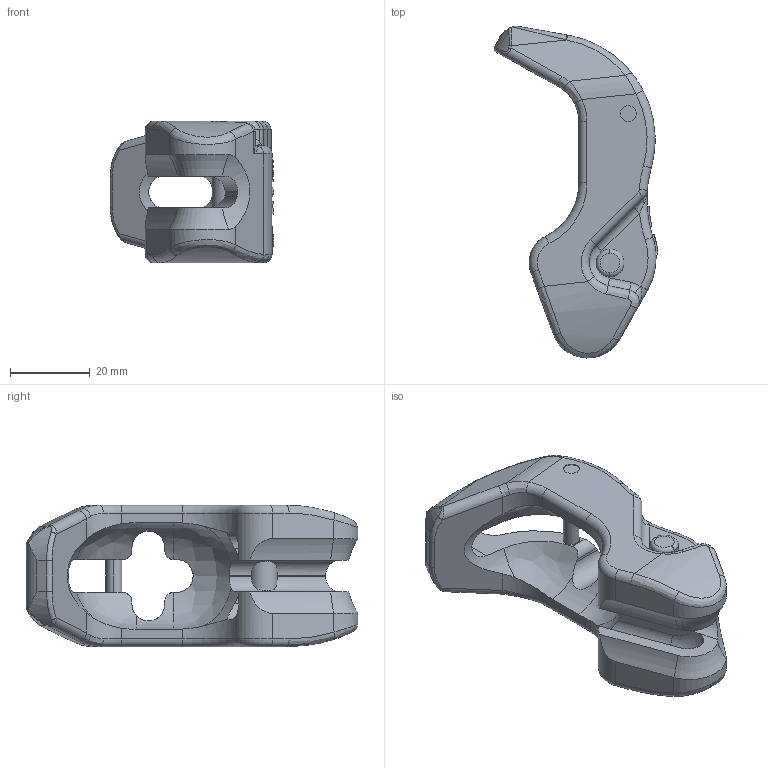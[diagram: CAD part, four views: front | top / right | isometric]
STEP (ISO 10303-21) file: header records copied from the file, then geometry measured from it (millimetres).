
FILE_DESCRIPTION((''),'2;1');
FILE_NAME('001-M34235-P-1','2014-08-15T',('Andreas.Wendler'),(''),'PRO/ENGINEER BY PARAMETRIC TECHNOLOGY CORPORATION, 2010140','PRO/ENGINEER BY PARAMETRIC TECHNOLOGY CORPORATION, 2010140','');
FILE_SCHEMA(('CONFIG_CONTROL_DESIGN'));
Length unit declared in the file: millimetre
Products named in the file (1): 001-M34235-P-1
Bounding box: 41.1 x 83.26 x 35.5 mm (x, y, z)
Volume: 38317.7 mm3; surface area: 12252.5 mm2
Topology: 1 solids, 1 shells, 369 faces, 1027 edges, 664 vertices
Faces by surface type: plane 211, cylinder 91, bspline 39, torus 28
Entity records: 13965 total; most frequent: CARTESIAN_POINT 5222, ORIENTED_EDGE 2054, DIRECTION 1519, EDGE_CURVE 1027, VERTEX_POINT 664, AXIS2_PLACEMENT_3D 566, B_SPLINE_CURVE_WITH_KNOTS 404, VECTOR 387
